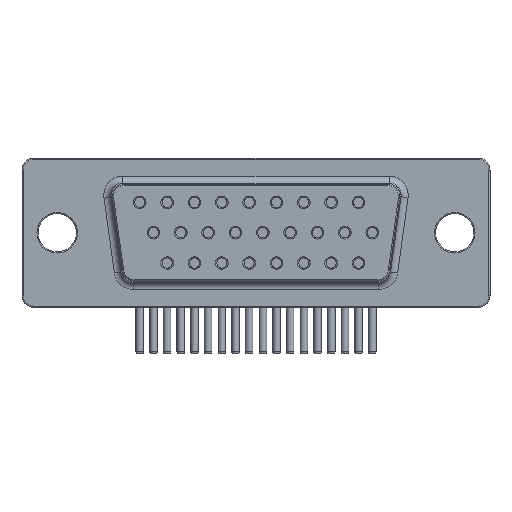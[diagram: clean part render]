
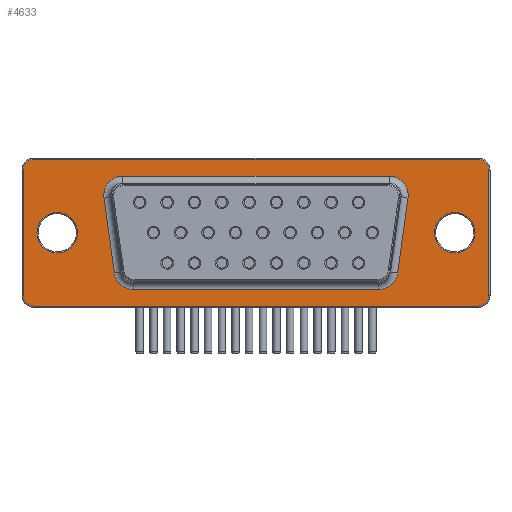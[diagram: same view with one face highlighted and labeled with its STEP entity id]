
A CAD part, front view. The second image highlights one B-rep face of the part: STEP entity #4633.
In plain terms, the highlighted planar face has unit normal (0, -1, 0).
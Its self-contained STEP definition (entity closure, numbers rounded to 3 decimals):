
#4382 = VERTEX_POINT('',#4383);
#4383 = CARTESIAN_POINT('',(-27.188,-14.78,0.1));
#4392 = VERTEX_POINT('',#4393);
#4393 = CARTESIAN_POINT('',(-28.088,-14.78,1.));
#4400 = EDGE_CURVE('',#4382,#4392,#4401,.T.);
#4401 = CIRCLE('',#4402,0.9);
#4402 = AXIS2_PLACEMENT_3D('',#4403,#4404,#4405);
#4403 = CARTESIAN_POINT('',(-27.188,-14.78,1.));
#4404 = DIRECTION('',(0.,1.,0.));
#4405 = DIRECTION('',(0.,0.,-1.));
#4416 = VERTEX_POINT('',#4417);
#4417 = CARTESIAN_POINT('',(10.013,-14.78,0.1));
#4424 = EDGE_CURVE('',#4416,#4382,#4425,.T.);
#4425 = LINE('',#4426,#4427);
#4426 = CARTESIAN_POINT('',(10.013,-14.78,0.1));
#4427 = VECTOR('',#4428,1.);
#4428 = DIRECTION('',(-1.,0.,0.));
#4441 = EDGE_CURVE('',#4392,#4442,#4444,.T.);
#4442 = VERTEX_POINT('',#4443);
#4443 = CARTESIAN_POINT('',(-28.088,-14.78,11.5));
#4444 = LINE('',#4445,#4446);
#4445 = CARTESIAN_POINT('',(-28.088,-14.78,1.));
#4446 = VECTOR('',#4447,1.);
#4447 = DIRECTION('',(0.,0.,1.));
#4466 = VERTEX_POINT('',#4467);
#4467 = CARTESIAN_POINT('',(10.913,-14.78,1.));
#4476 = EDGE_CURVE('',#4466,#4416,#4477,.T.);
#4477 = CIRCLE('',#4478,0.9);
#4478 = AXIS2_PLACEMENT_3D('',#4479,#4480,#4481);
#4479 = CARTESIAN_POINT('',(10.013,-14.78,1.));
#4480 = DIRECTION('',(0.,1.,0.));
#4481 = DIRECTION('',(1.,0.,0.));
#4494 = VERTEX_POINT('',#4495);
#4495 = CARTESIAN_POINT('',(-27.188,-14.78,12.4));
#4502 = EDGE_CURVE('',#4442,#4494,#4503,.T.);
#4503 = CIRCLE('',#4504,0.9);
#4504 = AXIS2_PLACEMENT_3D('',#4505,#4506,#4507);
#4505 = CARTESIAN_POINT('',(-27.188,-14.78,11.5));
#4506 = DIRECTION('',(0.,1.,0.));
#4507 = DIRECTION('',(-1.,0.,0.));
#4518 = VERTEX_POINT('',#4519);
#4519 = CARTESIAN_POINT('',(10.913,-14.78,11.5));
#4526 = EDGE_CURVE('',#4518,#4466,#4527,.T.);
#4527 = LINE('',#4528,#4529);
#4528 = CARTESIAN_POINT('',(10.913,-14.78,11.5));
#4529 = VECTOR('',#4530,1.);
#4530 = DIRECTION('',(0.,0.,-1.));
#4543 = EDGE_CURVE('',#4494,#4544,#4546,.T.);
#4544 = VERTEX_POINT('',#4545);
#4545 = CARTESIAN_POINT('',(10.013,-14.78,12.4));
#4546 = LINE('',#4547,#4548);
#4547 = CARTESIAN_POINT('',(-27.188,-14.78,12.4));
#4548 = VECTOR('',#4549,1.);
#4549 = DIRECTION('',(1.,0.,0.));
#4570 = EDGE_CURVE('',#4544,#4518,#4571,.T.);
#4571 = CIRCLE('',#4572,0.9);
#4572 = AXIS2_PLACEMENT_3D('',#4573,#4574,#4575);
#4573 = CARTESIAN_POINT('',(10.013,-14.78,11.5));
#4574 = DIRECTION('',(0.,1.,0.));
#4575 = DIRECTION('',(0.,0.,1.));
#4586 = VERTEX_POINT('',#4587);
#4587 = CARTESIAN_POINT('',(9.763,-14.78,6.25));
#4596 = EDGE_CURVE('',#4586,#4586,#4597,.T.);
#4597 = CIRCLE('',#4598,1.7);
#4598 = AXIS2_PLACEMENT_3D('',#4599,#4600,#4601);
#4599 = CARTESIAN_POINT('',(8.063,-14.78,6.25));
#4600 = DIRECTION('',(0.,-1.,0.));
#4601 = DIRECTION('',(1.,0.,0.));
#4612 = VERTEX_POINT('',#4613);
#4613 = CARTESIAN_POINT('',(-23.538,-14.78,6.25));
#4622 = EDGE_CURVE('',#4612,#4612,#4623,.T.);
#4623 = CIRCLE('',#4624,1.7);
#4624 = AXIS2_PLACEMENT_3D('',#4625,#4626,#4627);
#4625 = CARTESIAN_POINT('',(-25.238,-14.78,6.25));
#4626 = DIRECTION('',(0.,-1.,0.));
#4627 = DIRECTION('',(1.,0.,0.));
#4633 = ADVANCED_FACE('',(#4634,#4704,#4714,#4717),#4720,.T.);
#4634 = FACE_BOUND('',#4635,.T.);
#4635 = EDGE_LOOP('',(#4636,#4647,#4655,#4664,#4672,#4681,#4689,#4698));
#4636 = ORIENTED_EDGE('',*,*,#4637,.T.);
#4637 = EDGE_CURVE('',#4638,#4640,#4642,.T.);
#4638 = VERTEX_POINT('',#4639);
#4639 = CARTESIAN_POINT('',(2.565,-14.78,11.));
#4640 = VERTEX_POINT('',#4641);
#4641 = CARTESIAN_POINT('',(4.15,-14.78,9.181));
#4642 = CIRCLE('',#4643,1.6);
#4643 = AXIS2_PLACEMENT_3D('',#4644,#4645,#4646);
#4644 = CARTESIAN_POINT('',(2.565,-14.78,9.4));
#4645 = DIRECTION('',(0.,1.,0.));
#4646 = DIRECTION('',(0.,0.,1.));
#4647 = ORIENTED_EDGE('',*,*,#4648,.T.);
#4648 = EDGE_CURVE('',#4640,#4649,#4651,.T.);
#4649 = VERTEX_POINT('',#4650);
#4650 = CARTESIAN_POINT('',(3.281,-14.78,2.881));
#4651 = LINE('',#4652,#4653);
#4652 = CARTESIAN_POINT('',(4.15,-14.78,9.181));
#4653 = VECTOR('',#4654,1.);
#4654 = DIRECTION('',(-0.137,0.,
-0.991));
#4655 = ORIENTED_EDGE('',*,*,#4656,.T.);
#4656 = EDGE_CURVE('',#4649,#4657,#4659,.T.);
#4657 = VERTEX_POINT('',#4658);
#4658 = CARTESIAN_POINT('',(1.696,-14.78,1.5));
#4659 = CIRCLE('',#4660,1.6);
#4660 = AXIS2_PLACEMENT_3D('',#4661,#4662,#4663);
#4661 = CARTESIAN_POINT('',(1.696,-14.78,3.1));
#4662 = DIRECTION('',(0.,1.,0.));
#4663 = DIRECTION('',(0.991,0.,-0.137
));
#4664 = ORIENTED_EDGE('',*,*,#4665,.T.);
#4665 = EDGE_CURVE('',#4657,#4666,#4668,.T.);
#4666 = VERTEX_POINT('',#4667);
#4667 = CARTESIAN_POINT('',(-18.871,-14.78,1.5));
#4668 = LINE('',#4669,#4670);
#4669 = CARTESIAN_POINT('',(1.696,-14.78,1.5));
#4670 = VECTOR('',#4671,1.);
#4671 = DIRECTION('',(-1.,0.,0.));
#4672 = ORIENTED_EDGE('',*,*,#4673,.T.);
#4673 = EDGE_CURVE('',#4666,#4674,#4676,.T.);
#4674 = VERTEX_POINT('',#4675);
#4675 = CARTESIAN_POINT('',(-20.456,-14.78,2.881));
#4676 = CIRCLE('',#4677,1.6);
#4677 = AXIS2_PLACEMENT_3D('',#4678,#4679,#4680);
#4678 = CARTESIAN_POINT('',(-18.871,-14.78,3.1));
#4679 = DIRECTION('',(0.,1.,0.));
#4680 = DIRECTION('',(0.,0.,-1.));
#4681 = ORIENTED_EDGE('',*,*,#4682,.T.);
#4682 = EDGE_CURVE('',#4674,#4683,#4685,.T.);
#4683 = VERTEX_POINT('',#4684);
#4684 = CARTESIAN_POINT('',(-21.325,-14.78,9.181));
#4685 = LINE('',#4686,#4687);
#4686 = CARTESIAN_POINT('',(-20.456,-14.78,2.881));
#4687 = VECTOR('',#4688,1.);
#4688 = DIRECTION('',(-0.137,0.,0.991
));
#4689 = ORIENTED_EDGE('',*,*,#4690,.T.);
#4690 = EDGE_CURVE('',#4683,#4691,#4693,.T.);
#4691 = VERTEX_POINT('',#4692);
#4692 = CARTESIAN_POINT('',(-19.74,-14.78,11.));
#4693 = CIRCLE('',#4694,1.6);
#4694 = AXIS2_PLACEMENT_3D('',#4695,#4696,#4697);
#4695 = CARTESIAN_POINT('',(-19.74,-14.78,9.4));
#4696 = DIRECTION('',(0.,1.,0.));
#4697 = DIRECTION('',(-0.991,0.,
-0.137));
#4698 = ORIENTED_EDGE('',*,*,#4699,.T.);
#4699 = EDGE_CURVE('',#4691,#4638,#4700,.T.);
#4700 = LINE('',#4701,#4702);
#4701 = CARTESIAN_POINT('',(-19.74,-14.78,11.));
#4702 = VECTOR('',#4703,1.);
#4703 = DIRECTION('',(1.,0.,0.));
#4704 = FACE_BOUND('',#4705,.T.);
#4705 = EDGE_LOOP('',(#4706,#4707,#4708,#4709,#4710,#4711,#4712,#4713));
#4706 = ORIENTED_EDGE('',*,*,#4400,.F.);
#4707 = ORIENTED_EDGE('',*,*,#4424,.F.);
#4708 = ORIENTED_EDGE('',*,*,#4476,.F.);
#4709 = ORIENTED_EDGE('',*,*,#4526,.F.);
#4710 = ORIENTED_EDGE('',*,*,#4570,.F.);
#4711 = ORIENTED_EDGE('',*,*,#4543,.F.);
#4712 = ORIENTED_EDGE('',*,*,#4502,.F.);
#4713 = ORIENTED_EDGE('',*,*,#4441,.F.);
#4714 = FACE_BOUND('',#4715,.T.);
#4715 = EDGE_LOOP('',(#4716));
#4716 = ORIENTED_EDGE('',*,*,#4622,.F.);
#4717 = FACE_BOUND('',#4718,.T.);
#4718 = EDGE_LOOP('',(#4719));
#4719 = ORIENTED_EDGE('',*,*,#4596,.F.);
#4720 = PLANE('',#4721);
#4721 = AXIS2_PLACEMENT_3D('',#4722,#4723,#4724);
#4722 = CARTESIAN_POINT('',(-8.588,-14.78,6.25));
#4723 = DIRECTION('',(0.,-1.,0.));
#4724 = DIRECTION('',(1.,0.,0.));
